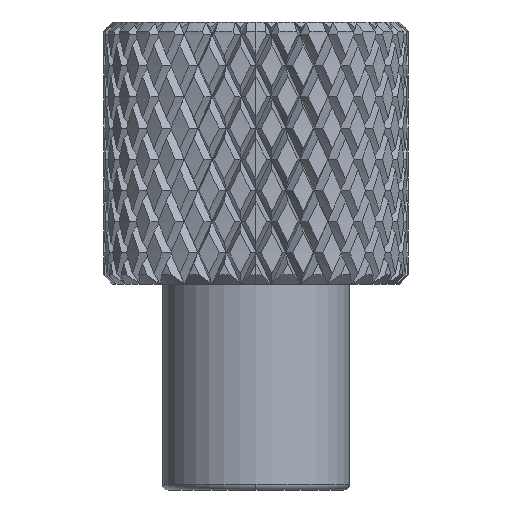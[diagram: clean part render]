
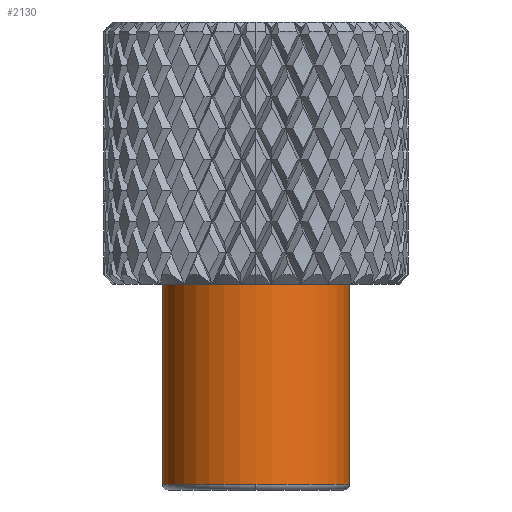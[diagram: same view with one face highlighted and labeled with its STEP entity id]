
A CAD part, left-side view. The second image highlights one B-rep face of the part: STEP entity #2130.
In plain terms, the highlighted cylindrical face has radius 5 mm (diameter 10 mm), a partial arc.
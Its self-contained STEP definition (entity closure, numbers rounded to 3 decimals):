
#1680=CARTESIAN_POINT('',(0.,0.,64.));
#1690=DIRECTION('',(0.,0.,-1.));
#1700=DIRECTION('',(0.,-1.,0.));
#1710=AXIS2_PLACEMENT_3D('',#1680,#1690,#1700);
#1720=CYLINDRICAL_SURFACE('',#1710,5.);
#1730=CARTESIAN_POINT('',(0.,-5.,64.));
#1740=DIRECTION('',(0.,0.,-1.));
#1750=VECTOR('',#1740,1.);
#1760=LINE('',#1730,#1750);
#1770=CARTESIAN_POINT('',(0.,-5.,11.));
#1780=VERTEX_POINT('',#1770);
#1790=CARTESIAN_POINT('',(0.,-5.,0.3));
#1800=VERTEX_POINT('',#1790);
#1810=EDGE_CURVE('',#1780,#1800,#1760,.T.);
#1820=ORIENTED_EDGE('',*,*,#1810,.F.);
#1830=CARTESIAN_POINT('',(0.,0.,0.3));
#1840=DIRECTION('',(0.,0.,-1.));
#1850=DIRECTION('',(1.,0.,0.));
#1860=AXIS2_PLACEMENT_3D('',#1830,#1840,#1850);
#1870=CIRCLE('',#1860,5.);
#1880=CARTESIAN_POINT('',(-5.,0.,0.3));
#1890=VERTEX_POINT('',#1880);
#1900=EDGE_CURVE('',#1800,#1890,#1870,.T.);
#1910=ORIENTED_EDGE('',*,*,#1900,.F.);
#1920=CARTESIAN_POINT('',(0.,5.,0.3));
#1930=VERTEX_POINT('',#1920);
#1940=EDGE_CURVE('',#1890,#1930,#1870,.T.);
#1950=ORIENTED_EDGE('',*,*,#1940,.F.);
#1960=CARTESIAN_POINT('',(0.,5.,64.));
#1970=DIRECTION('',(0.,0.,-1.));
#1980=VECTOR('',#1970,1.);
#1990=LINE('',#1960,#1980);
#2000=CARTESIAN_POINT('',(0.,5.,11.));
#2010=VERTEX_POINT('',#2000);
#2020=EDGE_CURVE('',#2010,#1930,#1990,.T.);
#2030=ORIENTED_EDGE('',*,*,#2020,.T.);
#2040=CARTESIAN_POINT('',(0.,0.,11.));
#2050=DIRECTION('',(0.,0.,-1.));
#2060=DIRECTION('',(0.,1.,0.));
#2070=AXIS2_PLACEMENT_3D('',#2040,#2050,#2060);
#2080=CIRCLE('',#2070,5.);
#2090=EDGE_CURVE('',#1780,#2010,#2080,.T.);
#2100=ORIENTED_EDGE('',*,*,#2090,.T.);
#2110=EDGE_LOOP('',(#2100,#2030,#1950,#1910,#1820));
#2120=FACE_OUTER_BOUND('',#2110,.T.);
#2130=ADVANCED_FACE('',(#2120),#1720,.T.);
